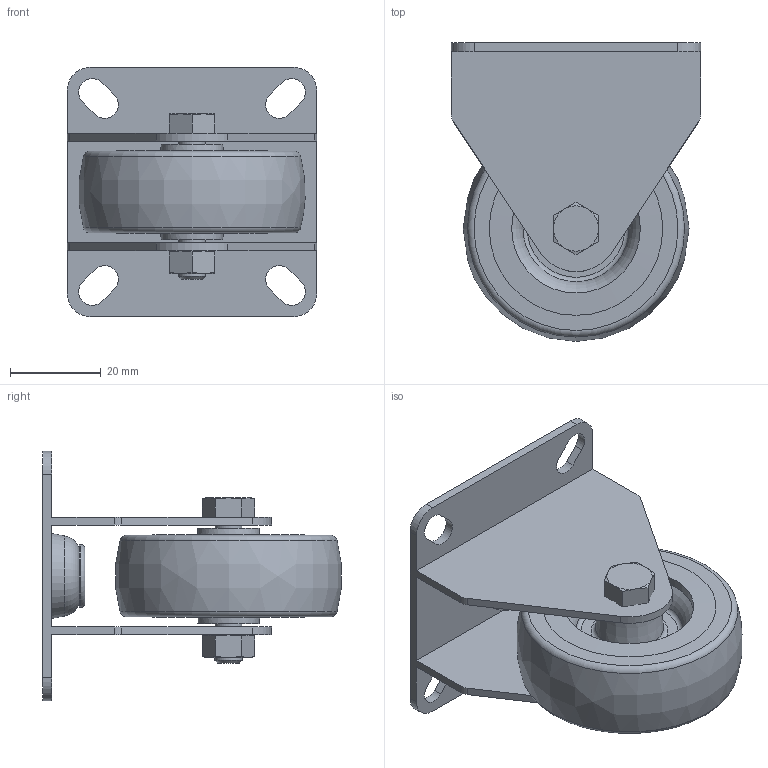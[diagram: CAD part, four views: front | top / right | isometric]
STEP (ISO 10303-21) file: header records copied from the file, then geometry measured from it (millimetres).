
FILE_DESCRIPTION( ( 'STEP AP214' ), ' ' );
FILE_NAME( 'SF_375101.stp', '2018-04-04T10:59:31', ( '' ), ( '' ), ' ', 'PARTsolutions', ' ' );
FILE_SCHEMA( ( 'AUTOMOTIVE_DESIGN { 1 0 10303 214 1 1 1 1 }' ) );
Length unit declared in the file: millimetre
Products named in the file (6): SF 375101; _Serie 37 CB-W - 371101; _37 SF 50-b; _37-50-n; _37-50-s; _37-50-b
Assembly tree (5 placements, depth 2):
  SF 375101
    _Serie 37 CB-W - 371101
    _37 SF 50-b
    _37-50-n
    _37-50-s
    _37-50-b
Bounding box: 55 x 65.88 x 55 mm (x, y, z)
Volume: 44294.6 mm3; surface area: 24814.3 mm2
Topology: 5 solids, 5 shells, 133 faces, 295 edges, 182 vertices
Faces by surface type: plane 54, cone 34, cylinder 31, torus 13, bspline 1
Full cylindrical faces by diameter (mm): 4.917 x1, 5.9 x1, 6 x2, 6.2 x1, 7.9 x1, 8 x2, 8.2 x1, 12 x1, 14 x1, 28.4 x2
Entity records: 4755 total; most frequent: CARTESIAN_POINT 766, DIRECTION 600, ORIENTED_EDGE 516, EDGE_CURVE 258, AXIS2_PLACEMENT_3D 252, EDGE_LOOP 198, VERTEX_POINT 182, FACE_OUTER_BOUND 160
